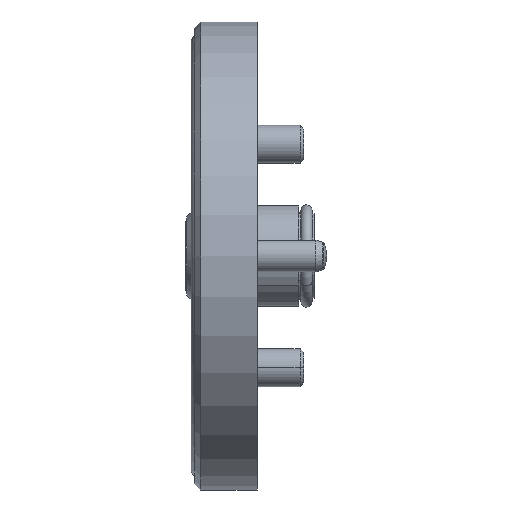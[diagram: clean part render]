
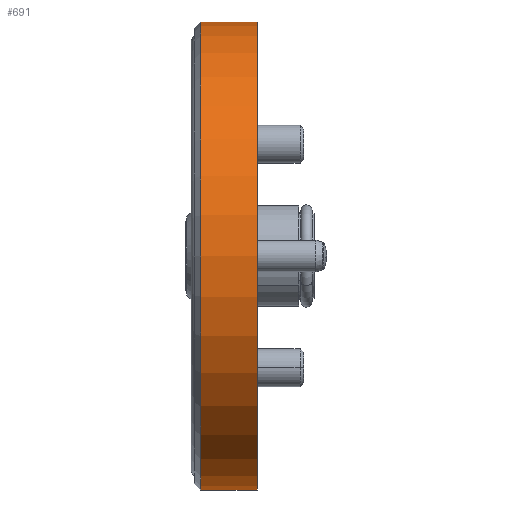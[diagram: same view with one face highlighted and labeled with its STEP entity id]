
A CAD part, left-side view. The second image highlights one B-rep face of the part: STEP entity #691.
In plain terms, the highlighted cylindrical face has radius 37 mm (diameter 74 mm), a partial arc.
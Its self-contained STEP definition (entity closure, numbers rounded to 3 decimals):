
#9 = EDGE_CURVE ( 'NONE', #8012, #5888, #1732, .T. ) ;
#244 = ORIENTED_EDGE ( 'NONE', *, *, #6246, .F. ) ;
#357 = DIRECTION ( 'NONE',  ( 0., -1., 0. ) ) ;
#691 = ADVANCED_FACE ( 'NONE', ( #4148 ), #898, .T. ) ;
#898 = CYLINDRICAL_SURFACE ( 'NONE', #4747, 37. ) ;
#1097 = EDGE_CURVE ( 'NONE', #5888, #4492, #6662, .T. ) ;
#1178 = CARTESIAN_POINT ( 'NONE',  ( 0., 0., 37. ) ) ;
#1523 = DIRECTION ( 'NONE',  ( 0., 0., -1. ) ) ;
#1552 = DIRECTION ( 'NONE',  ( 0., -1., 0. ) ) ;
#1732 = CIRCLE ( 'NONE', #8711, 37. ) ;
#1929 = EDGE_LOOP ( 'NONE', ( #244, #5029, #6141, #9268 ) ) ;
#1978 = DIRECTION ( 'NONE',  ( 0., -1., 0. ) ) ;
#2280 = CARTESIAN_POINT ( 'NONE',  ( 0., 0., -37. ) ) ;
#2336 = CARTESIAN_POINT ( 'NONE',  ( 0., 8.9, -37. ) ) ;
#3706 = VECTOR ( 'NONE', #4942, 1000. ) ;
#4110 = CIRCLE ( 'NONE', #10253, 37. ) ;
#4148 = FACE_OUTER_BOUND ( 'NONE', #1929, .T. ) ;
#4492 = VERTEX_POINT ( 'NONE', #7132 ) ;
#4578 = DIRECTION ( 'NONE',  ( 0., 0., -1. ) ) ;
#4747 = AXIS2_PLACEMENT_3D ( 'NONE', #8172, #1552, #1523 ) ;
#4942 = DIRECTION ( 'NONE',  ( 0., -1., 0. ) ) ;
#5029 = ORIENTED_EDGE ( 'NONE', *, *, #9, .T. ) ;
#5358 = CARTESIAN_POINT ( 'NONE',  ( 0., 8.9, 0. ) ) ;
#5888 = VERTEX_POINT ( 'NONE', #2336 ) ;
#6141 = ORIENTED_EDGE ( 'NONE', *, *, #1097, .T. ) ;
#6246 = EDGE_CURVE ( 'NONE', #8012, #7049, #8102, .T. ) ;
#6662 = LINE ( 'NONE', #2280, #8840 ) ;
#6753 = CARTESIAN_POINT ( 'NONE',  ( 0., 8.9, 37. ) ) ;
#6927 = CARTESIAN_POINT ( 'NONE',  ( 0., 0., 0. ) ) ;
#7049 = VERTEX_POINT ( 'NONE', #1178 ) ;
#7132 = CARTESIAN_POINT ( 'NONE',  ( 0., 0., -37. ) ) ;
#7216 = DIRECTION ( 'NONE',  ( 0., -1., 0. ) ) ;
#7745 = DIRECTION ( 'NONE',  ( 0., 0., -1. ) ) ;
#8012 = VERTEX_POINT ( 'NONE', #6753 ) ;
#8102 = LINE ( 'NONE', #9830, #3706 ) ;
#8110 = EDGE_CURVE ( 'NONE', #7049, #4492, #4110, .T. ) ;
#8172 = CARTESIAN_POINT ( 'NONE',  ( 0., 0., 0. ) ) ;
#8711 = AXIS2_PLACEMENT_3D ( 'NONE', #5358, #357, #4578 ) ;
#8840 = VECTOR ( 'NONE', #7216, 1000. ) ;
#9268 = ORIENTED_EDGE ( 'NONE', *, *, #8110, .F. ) ;
#9830 = CARTESIAN_POINT ( 'NONE',  ( 0., 0., 37. ) ) ;
#10253 = AXIS2_PLACEMENT_3D ( 'NONE', #6927, #1978, #7745 ) ;
